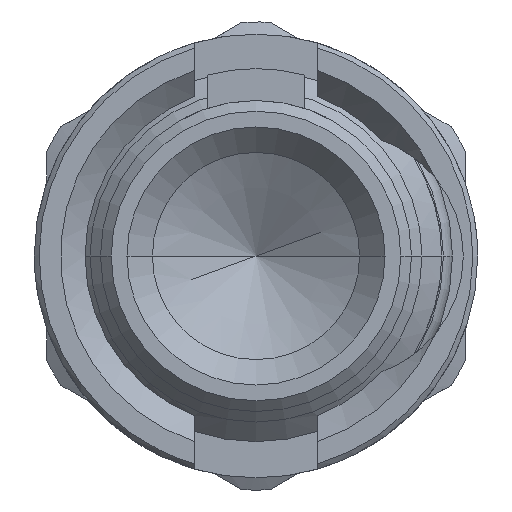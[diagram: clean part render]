
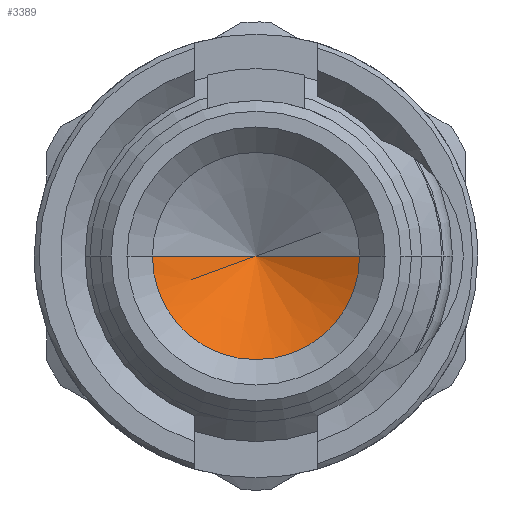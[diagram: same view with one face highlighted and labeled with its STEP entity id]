
A CAD part, left-side view. The second image highlights one B-rep face of the part: STEP entity #3389.
In plain terms, the highlighted conical face has half-angle 60 degrees and reference radius 1.055 mm.
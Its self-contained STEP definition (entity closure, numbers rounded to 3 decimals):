
#1436=CARTESIAN_POINT('',(-0.717,0.,0.));
#1437=DIRECTION('',(-1.,0.,0.));
#1438=DIRECTION('',(0.,1.,0.));
#1439=AXIS2_PLACEMENT_3D('',#1436,#1437,#1438);
#1441=DIRECTION('',(-0.5,0.866,0.));
#1442=VECTOR('',#1441,2.436);
#1443=CARTESIAN_POINT('',(0.501,0.,0.));
#1444=LINE('',#1443,#1442);
#1445=DIRECTION('',(-0.5,-0.866,0.));
#1446=VECTOR('',#1445,2.436);
#1447=CARTESIAN_POINT('',(0.501,0.,0.));
#1448=LINE('',#1447,#1446);
#2318=CARTESIAN_POINT('',(0.501,0.,0.));
#2319=CARTESIAN_POINT('',(-0.717,2.11,0.));
#2320=VERTEX_POINT('',#2318);
#2321=VERTEX_POINT('',#2319);
#2322=CARTESIAN_POINT('',(-0.717,-2.11,0.));
#2323=VERTEX_POINT('',#2322);
#3377=CARTESIAN_POINT('',(-0.108,0.,0.));
#3378=DIRECTION('',(-1.,0.,0.));
#3379=DIRECTION('',(0.,1.,0.));
#3380=AXIS2_PLACEMENT_3D('',#3377,#3378,#3379);
#3381=CONICAL_SURFACE('',#3380,1.055,60.);
#3383=ORIENTED_EDGE('',*,*,#3382,.F.);
#3385=ORIENTED_EDGE('',*,*,#3384,.T.);
#3386=ORIENTED_EDGE('',*,*,#3371,.F.);
#3387=EDGE_LOOP('',(#3383,#3385,#3386));
#3388=FACE_OUTER_BOUND('',#3387,.F.);
#3389=ADVANCED_FACE('',(#3388),#3381,.F.);
#1440=CIRCLE('',#1439,2.11);
#3371=EDGE_CURVE('',#2321,#2323,#1440,.T.);
#3382=EDGE_CURVE('',#2320,#2321,#1444,.T.);
#3384=EDGE_CURVE('',#2320,#2323,#1448,.T.);
